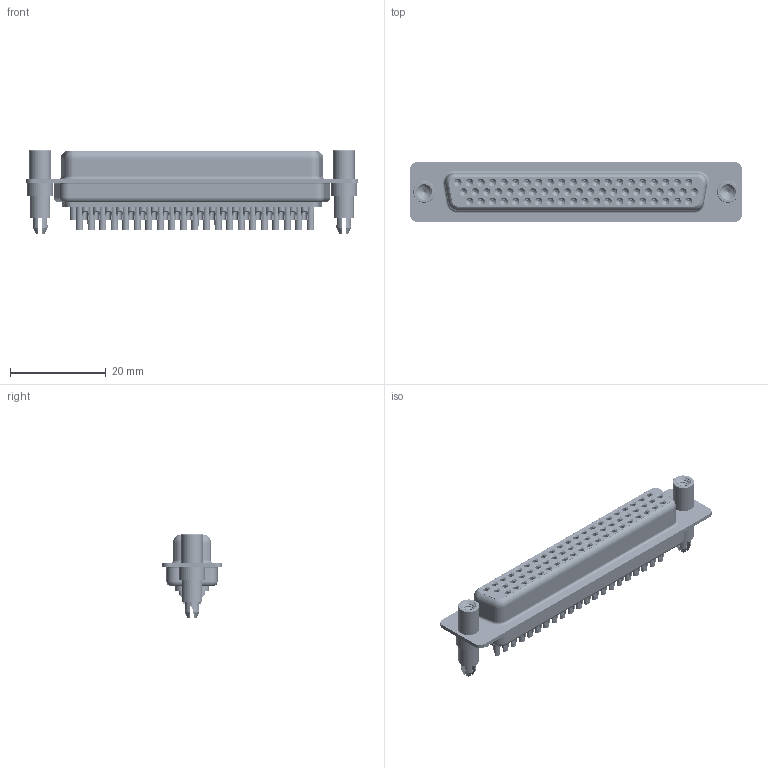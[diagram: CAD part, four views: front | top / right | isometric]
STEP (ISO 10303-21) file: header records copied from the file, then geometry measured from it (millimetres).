
FILE_DESCRIPTION (( 'STEP AP203' ), '1' );
FILE_NAME ('638-M62-632-BT6.STEP', '2022-07-05T22:05:45', ( '' ), ( '' ), 'SwSTEP 2.0', 'SolidWorks 2020', '' );
FILE_SCHEMA (( 'CONFIG_CONTROL_DESIGN' ));
Length unit declared in the file: millimetre
Products named in the file (8): 638M Shell Rear_62 Contacts; 638M Contact Row 3_32; 638-M62-632-BT6; 638M Contact Row 2_32; 638M Housing_62 Contacts; 638M Shell Front_62 Contacts; 638M 4-40 Threaded Standoff and Boardlock; 638M Contact Row 1_32
Assembly tree (67 placements, depth 2):
  638-M62-632-BT6
    638M Housing_62 Contacts
    638M Shell Front_62 Contacts
    638M Shell Rear_62 Contacts
    638M Contact Row 1_32  x21
    638M Contact Row 2_32  x21
    638M Contact Row 3_32  x20
    638M 4-40 Threaded Standoff and Boardlock  x2
Bounding box: 69.4 x 12.5 x 17.5 mm (x, y, z)
Volume: 5410.4 mm3; surface area: 17358.7 mm2
Topology: 67 solids, 67 shells, 3773 faces, 9329 edges, 5773 vertices
Faces by surface type: cylinder 1475, plane 1159, cone 580, torus 553, bspline 6
Entity records: 38781 total; most frequent: CARTESIAN_POINT 7326, DIRECTION 6737, ORIENTED_EDGE 5512, AXIS2_PLACEMENT_3D 2846, EDGE_CURVE 2756, VERTEX_POINT 1758, EDGE_LOOP 1564, CIRCLE 1559
